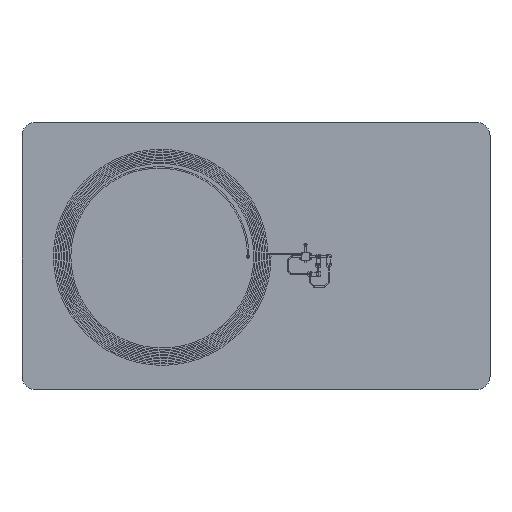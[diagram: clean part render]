
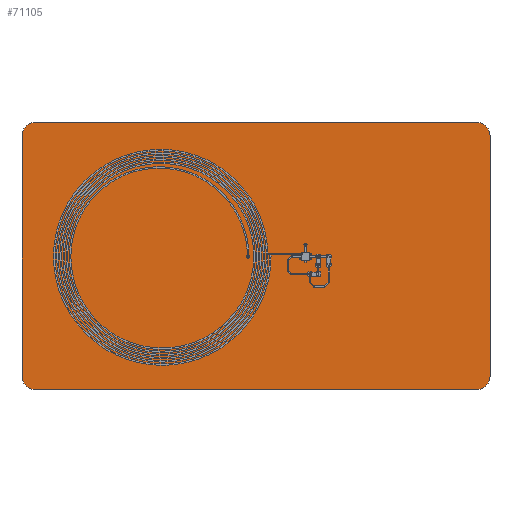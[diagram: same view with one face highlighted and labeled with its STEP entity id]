
A CAD part, top view. The second image highlights one B-rep face of the part: STEP entity #71105.
In plain terms, the highlighted planar face has unit normal (0, 0, 1).
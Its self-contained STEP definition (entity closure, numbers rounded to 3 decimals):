
#70934 = VERTEX_POINT('',#70935);
#70935 = CARTESIAN_POINT('',(175.26,-63.5,1.6));
#70941 = EDGE_CURVE('',#70934,#70942,#70944,.T.);
#70942 = VERTEX_POINT('',#70943);
#70943 = CARTESIAN_POINT('',(177.8,-66.04,1.6));
#70944 = CIRCLE('',#70945,2.54);
#70945 = AXIS2_PLACEMENT_3D('',#70946,#70947,#70948);
#70946 = CARTESIAN_POINT('',(175.26,-66.04,1.6));
#70947 = DIRECTION('',(0.,0.,-1.));
#70948 = DIRECTION('',(0.,1.,0.));
#70976 = VERTEX_POINT('',#70977);
#70977 = CARTESIAN_POINT('',(91.44,-63.5,1.6));
#70983 = EDGE_CURVE('',#70976,#70934,#70984,.T.);
#70984 = LINE('',#70985,#70986);
#70985 = CARTESIAN_POINT('',(91.44,-63.5,1.6));
#70986 = VECTOR('',#70987,1.);
#70987 = DIRECTION('',(1.,0.,0.));
#71005 = EDGE_CURVE('',#70942,#71006,#71008,.T.);
#71006 = VERTEX_POINT('',#71007);
#71007 = CARTESIAN_POINT('',(177.8,-111.76,1.6));
#71008 = LINE('',#71009,#71010);
#71009 = CARTESIAN_POINT('',(177.8,-66.04,1.6));
#71010 = VECTOR('',#71011,1.);
#71011 = DIRECTION('',(0.,-1.,0.));
#71105 = ADVANCED_FACE('',(#71106,#71152,#71163),#71174,.F.);
#71106 = FACE_BOUND('',#71107,.F.);
#71107 = EDGE_LOOP('',(#71108,#71109,#71110,#71119,#71127,#71136,#71144,
    #71151));
#71108 = ORIENTED_EDGE('',*,*,#70941,.T.);
#71109 = ORIENTED_EDGE('',*,*,#71005,.T.);
#71110 = ORIENTED_EDGE('',*,*,#71111,.T.);
#71111 = EDGE_CURVE('',#71006,#71112,#71114,.T.);
#71112 = VERTEX_POINT('',#71113);
#71113 = CARTESIAN_POINT('',(175.26,-114.3,1.6));
#71114 = CIRCLE('',#71115,2.54);
#71115 = AXIS2_PLACEMENT_3D('',#71116,#71117,#71118);
#71116 = CARTESIAN_POINT('',(175.26,-111.76,1.6));
#71117 = DIRECTION('',(0.,0.,-1.));
#71118 = DIRECTION('',(1.,0.,0.));
#71119 = ORIENTED_EDGE('',*,*,#71120,.T.);
#71120 = EDGE_CURVE('',#71112,#71121,#71123,.T.);
#71121 = VERTEX_POINT('',#71122);
#71122 = CARTESIAN_POINT('',(91.44,-114.3,1.6));
#71123 = LINE('',#71124,#71125);
#71124 = CARTESIAN_POINT('',(175.26,-114.3,1.6));
#71125 = VECTOR('',#71126,1.);
#71126 = DIRECTION('',(-1.,0.,0.));
#71127 = ORIENTED_EDGE('',*,*,#71128,.T.);
#71128 = EDGE_CURVE('',#71121,#71129,#71131,.T.);
#71129 = VERTEX_POINT('',#71130);
#71130 = CARTESIAN_POINT('',(88.9,-111.76,1.6));
#71131 = CIRCLE('',#71132,2.54);
#71132 = AXIS2_PLACEMENT_3D('',#71133,#71134,#71135);
#71133 = CARTESIAN_POINT('',(91.44,-111.76,1.6));
#71134 = DIRECTION('',(0.,0.,-1.));
#71135 = DIRECTION('',(0.,-1.,-0.));
#71136 = ORIENTED_EDGE('',*,*,#71137,.T.);
#71137 = EDGE_CURVE('',#71129,#71138,#71140,.T.);
#71138 = VERTEX_POINT('',#71139);
#71139 = CARTESIAN_POINT('',(88.9,-66.04,1.6));
#71140 = LINE('',#71141,#71142);
#71141 = CARTESIAN_POINT('',(88.9,-111.76,1.6));
#71142 = VECTOR('',#71143,1.);
#71143 = DIRECTION('',(0.,1.,0.));
#71144 = ORIENTED_EDGE('',*,*,#71145,.T.);
#71145 = EDGE_CURVE('',#71138,#70976,#71146,.T.);
#71146 = CIRCLE('',#71147,2.54);
#71147 = AXIS2_PLACEMENT_3D('',#71148,#71149,#71150);
#71148 = CARTESIAN_POINT('',(91.44,-66.04,1.6));
#71149 = DIRECTION('',(0.,0.,-1.));
#71150 = DIRECTION('',(-1.,0.,0.));
#71151 = ORIENTED_EDGE('',*,*,#70983,.T.);
#71152 = FACE_BOUND('',#71153,.F.);
#71153 = EDGE_LOOP('',(#71154));
#71154 = ORIENTED_EDGE('',*,*,#71155,.F.);
#71155 = EDGE_CURVE('',#71156,#71156,#71158,.T.);
#71156 = VERTEX_POINT('',#71157);
#71157 = CARTESIAN_POINT('',(131.846,-89.146,1.6));
#71158 = CIRCLE('',#71159,0.15);
#71159 = AXIS2_PLACEMENT_3D('',#71160,#71161,#71162);
#71160 = CARTESIAN_POINT('',(131.846,-88.996,1.6));
#71161 = DIRECTION('',(-0.,0.,-1.));
#71162 = DIRECTION('',(-0.,-1.,0.));
#71163 = FACE_BOUND('',#71164,.F.);
#71164 = EDGE_LOOP('',(#71165));
#71165 = ORIENTED_EDGE('',*,*,#71166,.F.);
#71166 = EDGE_CURVE('',#71167,#71167,#71169,.T.);
#71167 = VERTEX_POINT('',#71168);
#71168 = CARTESIAN_POINT('',(142.75,-86.9,1.6));
#71169 = CIRCLE('',#71170,0.15);
#71170 = AXIS2_PLACEMENT_3D('',#71171,#71172,#71173);
#71171 = CARTESIAN_POINT('',(142.75,-86.75,1.6));
#71172 = DIRECTION('',(-0.,0.,-1.));
#71173 = DIRECTION('',(-0.,-1.,0.));
#71174 = PLANE('',#71175);
#71175 = AXIS2_PLACEMENT_3D('',#71176,#71177,#71178);
#71176 = CARTESIAN_POINT('',(133.35,-88.9,1.6));
#71177 = DIRECTION('',(-0.,-0.,-1.));
#71178 = DIRECTION('',(-1.,0.,0.));
